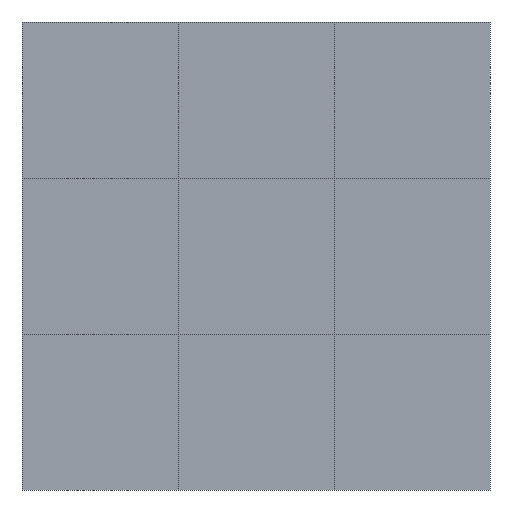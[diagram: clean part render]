
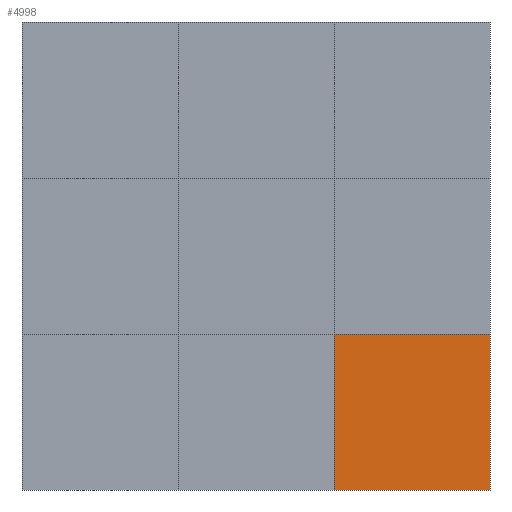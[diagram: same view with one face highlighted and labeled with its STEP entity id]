
A CAD part, front view. The second image highlights one B-rep face of the part: STEP entity #4998.
In plain terms, the highlighted planar face has unit normal (0, -1, 0).
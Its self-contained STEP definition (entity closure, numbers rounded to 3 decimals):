
#4782 = EDGE_CURVE('',#4783,#4785,#4787,.T.);
#4783 = VERTEX_POINT('',#4784);
#4784 = CARTESIAN_POINT('',(0.,0.,0.));
#4785 = VERTEX_POINT('',#4786);
#4786 = CARTESIAN_POINT('',(0.,0.,10.));
#4787 = SURFACE_CURVE('',#4788,(#4792,#4804),.PCURVE_S1.);
#4788 = LINE('',#4789,#4790);
#4789 = CARTESIAN_POINT('',(0.,0.,0.));
#4790 = VECTOR('',#4791,1.);
#4791 = DIRECTION('',(0.,0.,1.));
#4792 = PCURVE('',#4793,#4798);
#4793 = PLANE('',#4794);
#4794 = AXIS2_PLACEMENT_3D('',#4795,#4796,#4797);
#4795 = CARTESIAN_POINT('',(0.,0.,0.));
#4796 = DIRECTION('',(1.,0.,-0.));
#4797 = DIRECTION('',(0.,0.,1.));
#4798 = DEFINITIONAL_REPRESENTATION('',(#4799),#4803);
#4799 = LINE('',#4800,#4801);
#4800 = CARTESIAN_POINT('',(0.,0.));
#4801 = VECTOR('',#4802,1.);
#4802 = DIRECTION('',(1.,0.));
#4803 = ( GEOMETRIC_REPRESENTATION_CONTEXT(2) 
PARAMETRIC_REPRESENTATION_CONTEXT() REPRESENTATION_CONTEXT('2D SPACE',''
  ) );
#4804 = PCURVE('',#4805,#4810);
#4805 = PLANE('',#4806);
#4806 = AXIS2_PLACEMENT_3D('',#4807,#4808,#4809);
#4807 = CARTESIAN_POINT('',(0.,0.,0.));
#4808 = DIRECTION('',(-0.,1.,0.));
#4809 = DIRECTION('',(0.,0.,1.));
#4810 = DEFINITIONAL_REPRESENTATION('',(#4811),#4815);
#4811 = LINE('',#4812,#4813);
#4812 = CARTESIAN_POINT('',(0.,0.));
#4813 = VECTOR('',#4814,1.);
#4814 = DIRECTION('',(1.,0.));
#4815 = ( GEOMETRIC_REPRESENTATION_CONTEXT(2) 
PARAMETRIC_REPRESENTATION_CONTEXT() REPRESENTATION_CONTEXT('2D SPACE',''
  ) );
#4833 = PLANE('',#4834);
#4834 = AXIS2_PLACEMENT_3D('',#4835,#4836,#4837);
#4835 = CARTESIAN_POINT('',(0.,0.,0.));
#4836 = DIRECTION('',(0.,0.,1.));
#4837 = DIRECTION('',(1.,0.,-0.));
#4887 = PLANE('',#4888);
#4888 = AXIS2_PLACEMENT_3D('',#4889,#4890,#4891);
#4889 = CARTESIAN_POINT('',(0.,0.,10.));
#4890 = DIRECTION('',(0.,0.,1.));
#4891 = DIRECTION('',(1.,0.,-0.));
#4902 = EDGE_CURVE('',#4903,#4905,#4907,.T.);
#4903 = VERTEX_POINT('',#4904);
#4904 = CARTESIAN_POINT('',(10.,0.,0.));
#4905 = VERTEX_POINT('',#4906);
#4906 = CARTESIAN_POINT('',(10.,0.,10.));
#4907 = SURFACE_CURVE('',#4908,(#4912,#4924),.PCURVE_S1.);
#4908 = LINE('',#4909,#4910);
#4909 = CARTESIAN_POINT('',(10.,0.,0.));
#4910 = VECTOR('',#4911,1.);
#4911 = DIRECTION('',(0.,0.,1.));
#4912 = PCURVE('',#4913,#4918);
#4913 = PLANE('',#4914);
#4914 = AXIS2_PLACEMENT_3D('',#4915,#4916,#4917);
#4915 = CARTESIAN_POINT('',(10.,0.,0.));
#4916 = DIRECTION('',(1.,0.,-0.));
#4917 = DIRECTION('',(0.,0.,1.));
#4918 = DEFINITIONAL_REPRESENTATION('',(#4919),#4923);
#4919 = LINE('',#4920,#4921);
#4920 = CARTESIAN_POINT('',(0.,0.));
#4921 = VECTOR('',#4922,1.);
#4922 = DIRECTION('',(1.,0.));
#4923 = ( GEOMETRIC_REPRESENTATION_CONTEXT(2) 
PARAMETRIC_REPRESENTATION_CONTEXT() REPRESENTATION_CONTEXT('2D SPACE',''
  ) );
#4924 = PCURVE('',#4805,#4925);
#4925 = DEFINITIONAL_REPRESENTATION('',(#4926),#4930);
#4926 = LINE('',#4927,#4928);
#4927 = CARTESIAN_POINT('',(0.,10.));
#4928 = VECTOR('',#4929,1.);
#4929 = DIRECTION('',(1.,0.));
#4930 = ( GEOMETRIC_REPRESENTATION_CONTEXT(2) 
PARAMETRIC_REPRESENTATION_CONTEXT() REPRESENTATION_CONTEXT('2D SPACE',''
  ) );
#4998 = ADVANCED_FACE('',(#4999),#4805,.F.);
#4999 = FACE_BOUND('',#5000,.F.);
#5000 = EDGE_LOOP('',(#5001,#5022,#5023,#5044));
#5001 = ORIENTED_EDGE('',*,*,#5002,.F.);
#5002 = EDGE_CURVE('',#4783,#4903,#5003,.T.);
#5003 = SURFACE_CURVE('',#5004,(#5008,#5015),.PCURVE_S1.);
#5004 = LINE('',#5005,#5006);
#5005 = CARTESIAN_POINT('',(0.,0.,0.));
#5006 = VECTOR('',#5007,1.);
#5007 = DIRECTION('',(1.,0.,-0.));
#5008 = PCURVE('',#4805,#5009);
#5009 = DEFINITIONAL_REPRESENTATION('',(#5010),#5014);
#5010 = LINE('',#5011,#5012);
#5011 = CARTESIAN_POINT('',(0.,0.));
#5012 = VECTOR('',#5013,1.);
#5013 = DIRECTION('',(0.,1.));
#5014 = ( GEOMETRIC_REPRESENTATION_CONTEXT(2) 
PARAMETRIC_REPRESENTATION_CONTEXT() REPRESENTATION_CONTEXT('2D SPACE',''
  ) );
#5015 = PCURVE('',#4833,#5016);
#5016 = DEFINITIONAL_REPRESENTATION('',(#5017),#5021);
#5017 = LINE('',#5018,#5019);
#5018 = CARTESIAN_POINT('',(0.,0.));
#5019 = VECTOR('',#5020,1.);
#5020 = DIRECTION('',(1.,0.));
#5021 = ( GEOMETRIC_REPRESENTATION_CONTEXT(2) 
PARAMETRIC_REPRESENTATION_CONTEXT() REPRESENTATION_CONTEXT('2D SPACE',''
  ) );
#5022 = ORIENTED_EDGE('',*,*,#4782,.T.);
#5023 = ORIENTED_EDGE('',*,*,#5024,.T.);
#5024 = EDGE_CURVE('',#4785,#4905,#5025,.T.);
#5025 = SURFACE_CURVE('',#5026,(#5030,#5037),.PCURVE_S1.);
#5026 = LINE('',#5027,#5028);
#5027 = CARTESIAN_POINT('',(0.,0.,10.));
#5028 = VECTOR('',#5029,1.);
#5029 = DIRECTION('',(1.,0.,-0.));
#5030 = PCURVE('',#4805,#5031);
#5031 = DEFINITIONAL_REPRESENTATION('',(#5032),#5036);
#5032 = LINE('',#5033,#5034);
#5033 = CARTESIAN_POINT('',(10.,0.));
#5034 = VECTOR('',#5035,1.);
#5035 = DIRECTION('',(0.,1.));
#5036 = ( GEOMETRIC_REPRESENTATION_CONTEXT(2) 
PARAMETRIC_REPRESENTATION_CONTEXT() REPRESENTATION_CONTEXT('2D SPACE',''
  ) );
#5037 = PCURVE('',#4887,#5038);
#5038 = DEFINITIONAL_REPRESENTATION('',(#5039),#5043);
#5039 = LINE('',#5040,#5041);
#5040 = CARTESIAN_POINT('',(0.,0.));
#5041 = VECTOR('',#5042,1.);
#5042 = DIRECTION('',(1.,0.));
#5043 = ( GEOMETRIC_REPRESENTATION_CONTEXT(2) 
PARAMETRIC_REPRESENTATION_CONTEXT() REPRESENTATION_CONTEXT('2D SPACE',''
  ) );
#5044 = ORIENTED_EDGE('',*,*,#4902,.F.);
